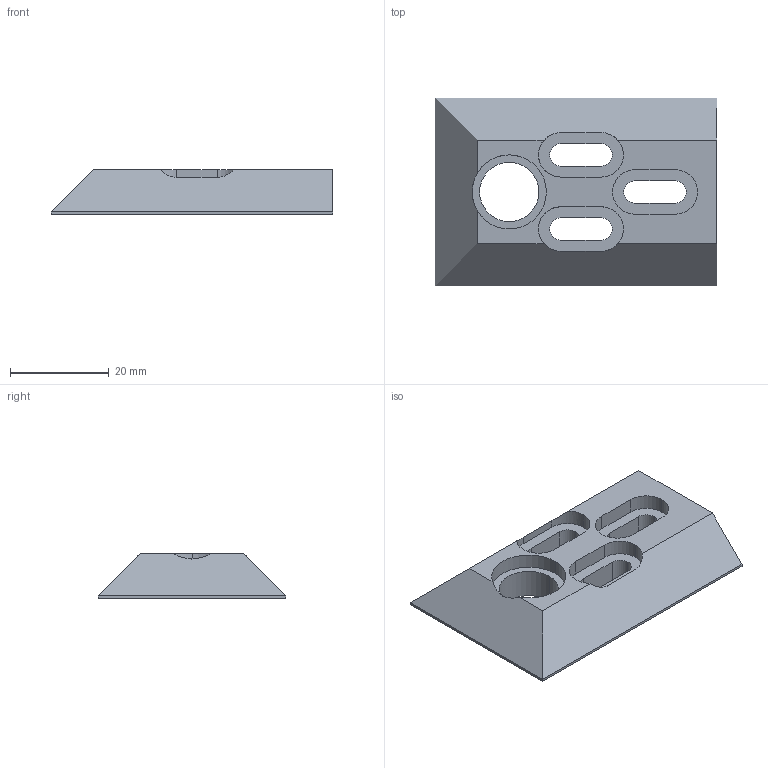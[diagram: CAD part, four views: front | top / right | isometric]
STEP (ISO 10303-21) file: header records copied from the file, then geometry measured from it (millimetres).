
FILE_DESCRIPTION (( 'STEP AP214' ), '1' );
FILE_NAME ('Platine2.STEP', '2022-11-08T16:58:44', ( '' ), ( '' ), 'SwSTEP 2.0', 'SolidWorks 2014', '' );
FILE_SCHEMA (( 'AUTOMOTIVE_DESIGN' ));
Length unit declared in the file: millimetre
Products named in the file (1): Platine2
Bounding box: 57 x 38 x 9 mm (x, y, z)
Volume: 11020.1 mm3; surface area: 5870.8 mm2
Topology: 1 solids, 1 shells, 47 faces, 130 edges, 86 vertices
Faces by surface type: plane 25, cylinder 22
Entity records: 1562 total; most frequent: CARTESIAN_POINT 282, DIRECTION 264, ORIENTED_EDGE 260, EDGE_CURVE 130, AXIS2_PLACEMENT_3D 92, VERTEX_POINT 86, VECTOR 80, LINE 80
